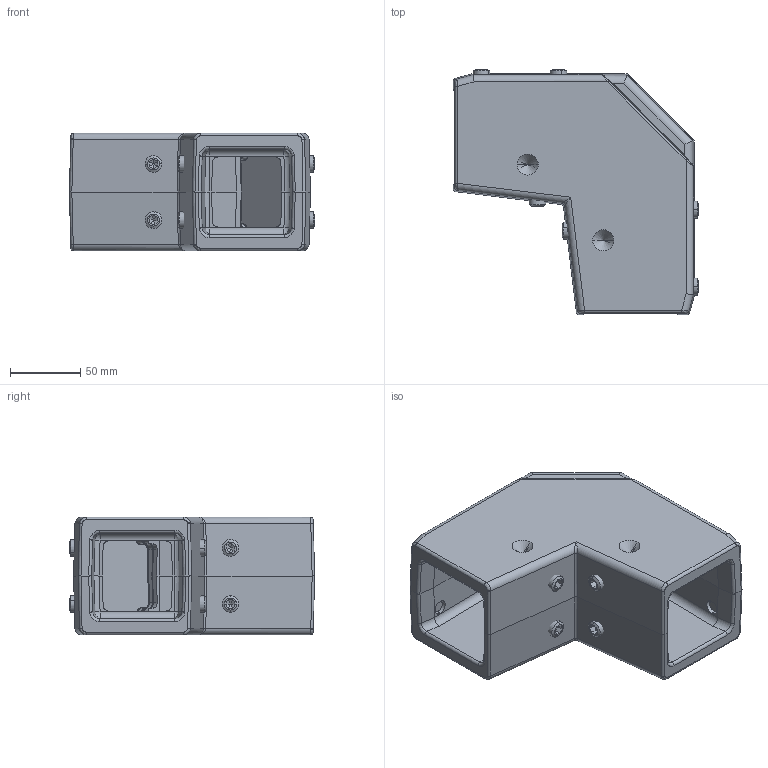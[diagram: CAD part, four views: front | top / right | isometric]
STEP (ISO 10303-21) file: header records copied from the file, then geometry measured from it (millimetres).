
FILE_DESCRIPTION (( 'STEP AP214' ), '1' );
FILE_NAME ('49618000.STEP', '2013-02-01T11:03:15', ( ' ' ), ( '' ), 'SwSTEP 2.0', 'SolidWorks 2011', '' );
FILE_SCHEMA (( 'AUTOMOTIVE_DESIGN' ));
Length unit declared in the file: millimetre
Products named in the file (5): 12647; 93519; 93113; 12646_Bearbeitung; 49618000
Assembly tree (18 placements, depth 2):
  49618000
    93113  x12
    12646_Bearbeitung
    93519  x4
    12647
Bounding box: 175 x 175 x 84 mm (x, y, z)
Volume: 823462.9 mm3; surface area: 172160.4 mm2
Topology: 18 solids, 18 shells, 765 faces, 1686 edges, 965 vertices
Faces by surface type: plane 381, cylinder 200, cone 106, bspline 42, torus 28, sphere 8
Entity records: 14572 total; most frequent: CARTESIAN_POINT 4339, ORIENTED_EDGE 2128, DIRECTION 1880, EDGE_CURVE 1064, AXIS2_PLACEMENT_3D 659, VERTEX_POINT 626, VECTOR 562, LINE 562
